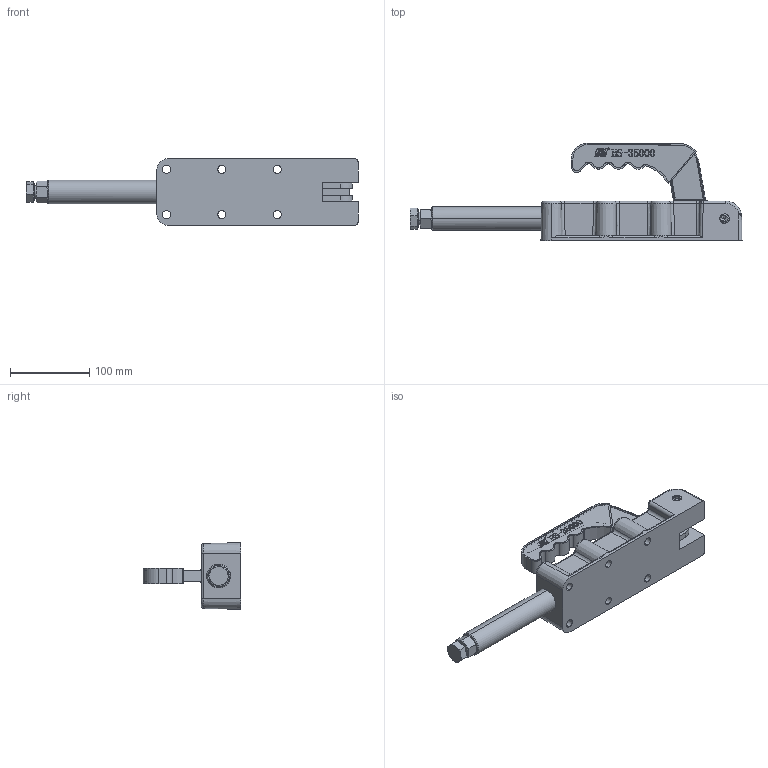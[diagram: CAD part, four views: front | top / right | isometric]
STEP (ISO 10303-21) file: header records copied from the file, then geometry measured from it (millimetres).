
FILE_DESCRIPTION (( 'STEP AP203' ), '1' );
FILE_NAME ('HS-35000-装配体.STEP', '2019-06-17T09:07:56', ( '微软用户' ), ( '微软中国' ), 'SwSTEP 2.0', 'SolidWorks 2012', '' );
FILE_SCHEMA (( 'CONFIG_CONTROL_DESIGN' ));
Length unit declared in the file: millimetre
Products named in the file (9): HS-35000-蚾饜极; hex nuts, style 1-grades ab gb_GB_FASTENER_NUT_SNAB1 M16-N; hexagon head bolts-full thread gb_GB_FASTENER_BOLT_STBAB A M16X30-N; hexagon lobular socket pan head screws gb_GB_MC_SCREW_TYPE11 M12X20-20-N; 挴裝; 忒梟; 忒參; 蟀裝; 菁釱
Assembly tree (9 placements, depth 2):
  HS-35000-蚾饜极
    菁釱
    蟀裝
    忒參
    忒梟
    挴裝
    hexagon lobular socket pan head screws gb_GB_MC_SCREW_TYPE11 M12X20-20-N  x2
    hexagon head bolts-full thread gb_GB_FASTENER_BOLT_STBAB A M16X30-N
    hex nuts, style 1-grades ab gb_GB_FASTENER_NUT_SNAB1 M16-N
Bounding box: 419.5 x 123.39 x 84 mm (x, y, z)
Volume: 986636.1 mm3; surface area: 198929.8 mm2
Topology: 9 solids, 9 shells, 762 faces, 1987 edges, 1258 vertices
Faces by surface type: plane 302, bspline 192, cylinder 162, cone 66, torus 34, sphere 6
Entity records: 31953 total; most frequent: CARTESIAN_POINT 13989, ORIENTED_EDGE 3838, DIRECTION 3058, EDGE_CURVE 1919, VERTEX_POINT 1229, AXIS2_PLACEMENT_3D 1036, LINE 986, VECTOR 986
